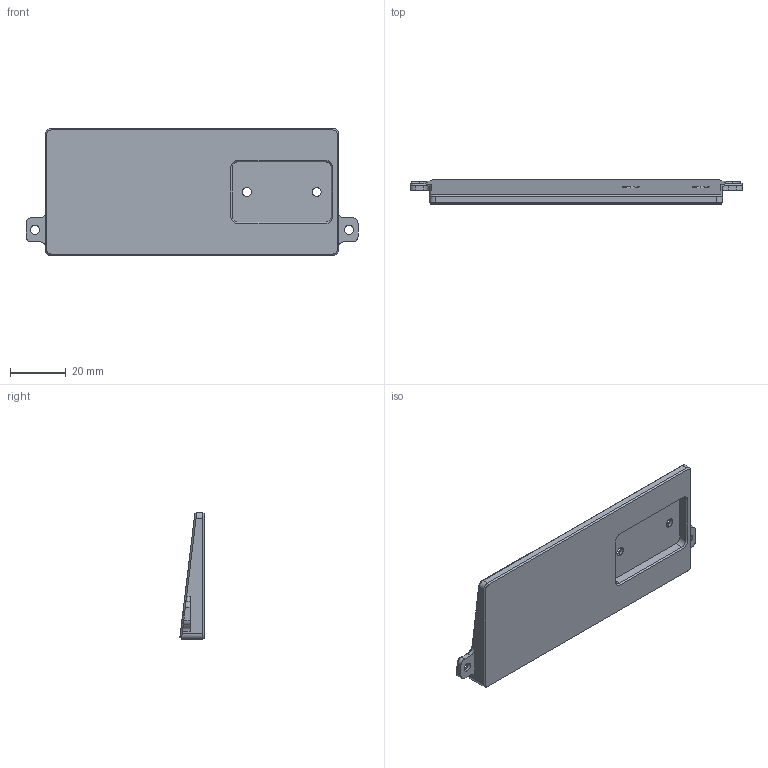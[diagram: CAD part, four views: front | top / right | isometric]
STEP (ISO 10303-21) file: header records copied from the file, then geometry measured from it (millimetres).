
FILE_DESCRIPTION (( 'STEP AP214' ), '1' );
FILE_NAME ('left.STEP', '2024-06-12T02:03:05', ( '' ), ( '' ), 'SwSTEP 2.0', 'SolidWorks 2023', '' );
FILE_SCHEMA (( 'AUTOMOTIVE_DESIGN' ));
Length unit declared in the file: millimetre
Products named in the file (1): left
Bounding box: 119.3 x 8.72 x 45.6 mm (x, y, z)
Volume: 26419.5 mm3; surface area: 11904.4 mm2
Topology: 1 solids, 1 shells, 91 faces, 222 edges, 132 vertices
Faces by surface type: plane 39, cylinder 24, cone 16, bspline 12
Entity records: 3617 total; most frequent: CARTESIAN_POINT 1594, ORIENTED_EDGE 444, DIRECTION 366, EDGE_CURVE 222, VERTEX_POINT 132, AXIS2_PLACEMENT_3D 124, VECTOR 118, LINE 118
